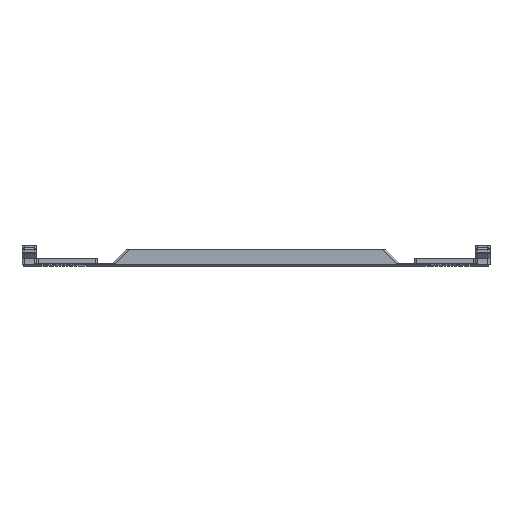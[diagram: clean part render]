
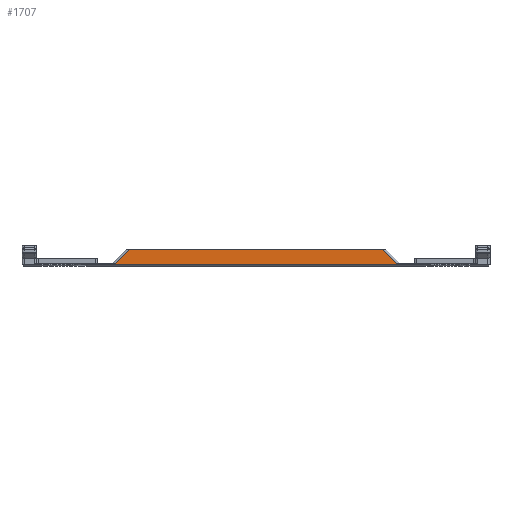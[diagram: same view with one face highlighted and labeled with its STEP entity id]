
A CAD part, front view. The second image highlights one B-rep face of the part: STEP entity #1707.
In plain terms, the highlighted planar face has unit normal (0, -1, 0).
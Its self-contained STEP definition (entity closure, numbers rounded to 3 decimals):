
#421 = EDGE_CURVE ( 'NONE', #4379, #4782, #3134, .T. ) ;
#486 = DIRECTION ( 'NONE',  ( 0., -1., 0. ) ) ;
#606 = DIRECTION ( 'NONE',  ( 1., 0., 0. ) ) ;
#747 = DIRECTION ( 'NONE',  ( 1., 0., 0. ) ) ;
#828 = CARTESIAN_POINT ( 'NONE',  ( 0., -36.5, 4.8 ) ) ;
#1003 = ORIENTED_EDGE ( 'NONE', *, *, #2726, .T. ) ;
#1077 = DIRECTION ( 'NONE',  ( 0.707, 0., 0.707 ) ) ;
#1263 = VERTEX_POINT ( 'NONE', #4614 ) ;
#1461 = CARTESIAN_POINT ( 'NONE',  ( -46.632, -36.5, 0.8 ) ) ;
#1653 = DIRECTION ( 'NONE',  ( 1., 0., 0. ) ) ;
#1707 = ADVANCED_FACE ( 'NONE', ( #7406 ), #6164, .T. ) ;
#1967 = CARTESIAN_POINT ( 'NONE',  ( 0., -36.5, 0.8 ) ) ;
#1976 = CARTESIAN_POINT ( 'NONE',  ( 39.151, -36.5, 0.8 ) ) ;
#2357 = VERTEX_POINT ( 'NONE', #7621 ) ;
#2450 = CARTESIAN_POINT ( 'NONE',  ( 0., -36.5, 0.8 ) ) ;
#2535 = AXIS2_PLACEMENT_3D ( 'NONE', #2450, #486, #5467 ) ;
#2726 = EDGE_CURVE ( 'NONE', #4782, #4731, #6055, .T. ) ;
#3039 = EDGE_CURVE ( 'NONE', #3161, #1263, #4249, .T. ) ;
#3071 = CARTESIAN_POINT ( 'NONE',  ( 46.632, -36.5, 0.4 ) ) ;
#3134 = LINE ( 'NONE', #1967, #5471 ) ;
#3161 = VERTEX_POINT ( 'NONE', #7415 ) ;
#3220 = CARTESIAN_POINT ( 'NONE',  ( -46.632, -36.5, 0.8 ) ) ;
#3245 = VERTEX_POINT ( 'NONE', #3500 ) ;
#3365 = ORIENTED_EDGE ( 'NONE', *, *, #6431, .T. ) ;
#3375 = EDGE_CURVE ( 'NONE', #3245, #2357, #6976, .T. ) ;
#3434 = EDGE_CURVE ( 'NONE', #5639, #3161, #4607, .T. ) ;
#3462 = LINE ( 'NONE', #828, #4057 ) ;
#3500 = CARTESIAN_POINT ( 'NONE',  ( -46.632, -36.5, 0.4 ) ) ;
#3632 = ORIENTED_EDGE ( 'NONE', *, *, #3434, .F. ) ;
#3689 = CARTESIAN_POINT ( 'NONE',  ( 46.632, -36.5, 0.8 ) ) ;
#3867 = DIRECTION ( 'NONE',  ( 0., 0., 1. ) ) ;
#3887 = VECTOR ( 'NONE', #1653, 1000. ) ;
#3982 = CARTESIAN_POINT ( 'NONE',  ( 46.632, -36.5, 0.8 ) ) ;
#4057 = VECTOR ( 'NONE', #747, 1000. ) ;
#4249 = LINE ( 'NONE', #6822, #5629 ) ;
#4379 = VERTEX_POINT ( 'NONE', #3689 ) ;
#4575 = LINE ( 'NONE', #3982, #6072 ) ;
#4607 = LINE ( 'NONE', #6073, #3887 ) ;
#4614 = CARTESIAN_POINT ( 'NONE',  ( -35.151, -36.5, 4.8 ) ) ;
#4721 = ORIENTED_EDGE ( 'NONE', *, *, #3375, .T. ) ;
#4731 = VERTEX_POINT ( 'NONE', #8319 ) ;
#4782 = VERTEX_POINT ( 'NONE', #1976 ) ;
#5163 = ORIENTED_EDGE ( 'NONE', *, *, #5961, .F. ) ;
#5275 = VECTOR ( 'NONE', #3867, 1000. ) ;
#5467 = DIRECTION ( 'NONE',  ( 1., 0., 0. ) ) ;
#5471 = VECTOR ( 'NONE', #6994, 1000. ) ;
#5617 = VECTOR ( 'NONE', #7492, 1000. ) ;
#5629 = VECTOR ( 'NONE', #1077, 1000. ) ;
#5639 = VERTEX_POINT ( 'NONE', #1461 ) ;
#5646 = ORIENTED_EDGE ( 'NONE', *, *, #6882, .F. ) ;
#5842 = LINE ( 'NONE', #3220, #5275 ) ;
#5844 = DIRECTION ( 'NONE',  ( 0., 0., 1. ) ) ;
#5961 = EDGE_CURVE ( 'NONE', #1263, #4731, #3462, .T. ) ;
#6055 = LINE ( 'NONE', #6124, #5617 ) ;
#6072 = VECTOR ( 'NONE', #5844, 1000. ) ;
#6073 = CARTESIAN_POINT ( 'NONE',  ( 0., -36.5, 0.8 ) ) ;
#6124 = CARTESIAN_POINT ( 'NONE',  ( 19.576, -36.5, 20.376 ) ) ;
#6164 = PLANE ( 'NONE',  #2535 ) ;
#6431 = EDGE_CURVE ( 'NONE', #2357, #4379, #4575, .T. ) ;
#6822 = CARTESIAN_POINT ( 'NONE',  ( -19.576, -36.5, 20.376 ) ) ;
#6882 = EDGE_CURVE ( 'NONE', #3245, #5639, #5842, .T. ) ;
#6976 = LINE ( 'NONE', #3071, #7510 ) ;
#6994 = DIRECTION ( 'NONE',  ( -1., 0., 0. ) ) ;
#7020 = ORIENTED_EDGE ( 'NONE', *, *, #3039, .F. ) ;
#7119 = ORIENTED_EDGE ( 'NONE', *, *, #421, .T. ) ;
#7209 = EDGE_LOOP ( 'NONE', ( #5646, #4721, #3365, #7119, #1003, #5163, #7020, #3632 ) ) ;
#7406 = FACE_OUTER_BOUND ( 'NONE', #7209, .T. ) ;
#7415 = CARTESIAN_POINT ( 'NONE',  ( -39.151, -36.5, 0.8 ) ) ;
#7492 = DIRECTION ( 'NONE',  ( -0.707, 0., 0.707 ) ) ;
#7510 = VECTOR ( 'NONE', #606, 1000. ) ;
#7621 = CARTESIAN_POINT ( 'NONE',  ( 46.632, -36.5, 0.4 ) ) ;
#8319 = CARTESIAN_POINT ( 'NONE',  ( 35.151, -36.5, 4.8 ) ) ;
